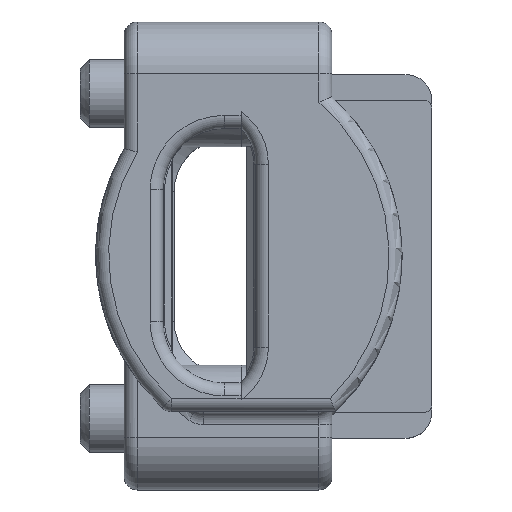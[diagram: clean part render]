
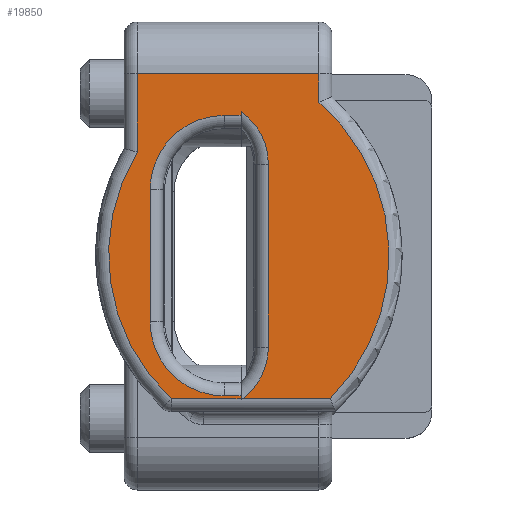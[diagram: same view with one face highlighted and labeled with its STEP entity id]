
A CAD part, top view. The second image highlights one B-rep face of the part: STEP entity #19850.
In plain terms, the highlighted face is planar.
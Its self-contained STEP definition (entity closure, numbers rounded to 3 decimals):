
#17530=CARTESIAN_POINT('',(19.724,-28.012,
-5.018));
#17540=VERTEX_POINT('',#17530);
#18320=CARTESIAN_POINT('',(21.702,-27.041,
-5.018));
#18330=VERTEX_POINT('',#18320);
#18360=CARTESIAN_POINT('',(21.702,-29.541,
-5.018));
#18370=DIRECTION('',(0.,0.,-1.));
#18380=DIRECTION('',(-1.,0.,0.));
#18390=AXIS2_PLACEMENT_3D('',#18360,#18370,#18380);
#18400=CIRCLE('',#18390,2.5);
#18410=EDGE_CURVE('',#17540,#18330,#18400,.T.);
#18460=CARTESIAN_POINT('',(25.276,-34.441,
-5.018));
#18470=DIRECTION('',(-0.,0.,1.));
#18480=DIRECTION('',(0.,-1.,0.));
#18490=AXIS2_PLACEMENT_3D('',#18460,#18470,#18480);
#18500=PLANE('',#18490);
#18510=CARTESIAN_POINT('',(19.724,0.,-5.018));
#18520=DIRECTION('',(0.,-1.,0.));
#18530=VECTOR('',#18520,1.);
#18540=LINE('',#18510,#18530);
#18550=CARTESIAN_POINT('',(19.724,-24.66,
-5.018));
#18560=VERTEX_POINT('',#18550);
#18570=EDGE_CURVE('',#18560,#17540,#18540,.T.);
#18580=ORIENTED_EDGE('',*,*,#18570,.F.);
#18590=ORIENTED_EDGE('',*,*,#18410,.F.);
#18600=CARTESIAN_POINT('',(0.,-27.041,-5.018));
#18610=DIRECTION('',(1.,0.,0.));
#18620=VECTOR('',#18610,1.);
#18630=LINE('',#18600,#18620);
#18640=CARTESIAN_POINT('',(28.747,-27.041,
-5.018));
#18650=VERTEX_POINT('',#18640);
#18660=EDGE_CURVE('',#18330,#18650,#18630,.T.);
#18670=ORIENTED_EDGE('',*,*,#18660,.F.);
#18680=CARTESIAN_POINT('',(28.747,-29.541,
-5.018));
#18690=DIRECTION('',(0.,0.,-1.));
#18700=DIRECTION('',(-1.,0.,0.));
#18710=AXIS2_PLACEMENT_3D('',#18680,#18690,#18700);
#18720=CIRCLE('',#18710,2.5);
#18730=CARTESIAN_POINT('',(30.783,-28.091,
-5.018));
#18740=VERTEX_POINT('',#18730);
#18750=EDGE_CURVE('',#18650,#18740,#18720,.T.);
#18760=ORIENTED_EDGE('',*,*,#18750,.F.);
#18770=CARTESIAN_POINT('',(0.,-28.091,-5.018));
#18780=DIRECTION('',(-1.,0.,0.));
#18790=VECTOR('',#18780,1.);
#18800=LINE('',#18770,#18790);
#18810=CARTESIAN_POINT('',(30.624,-28.091,
-5.018));
#18820=VERTEX_POINT('',#18810);
#18830=EDGE_CURVE('',#18740,#18820,#18800,.T.);
#18840=ORIENTED_EDGE('',*,*,#18830,.F.);
#18850=CARTESIAN_POINT('',(30.624,14.7,-5.018));
#18860=DIRECTION('',(0.,-1.,0.));
#18870=VECTOR('',#18860,1.);
#18880=LINE('',#18850,#18870);
#18890=CARTESIAN_POINT('',(30.624,-28.741,
-5.018));
#18900=VERTEX_POINT('',#18890);
#18910=EDGE_CURVE('',#18820,#18900,#18880,.T.);
#18920=ORIENTED_EDGE('',*,*,#18910,.F.);
#18930=CARTESIAN_POINT('',(27.774,-28.741,
-5.018));
#18940=DIRECTION('',(0.,0.,-1.));
#18950=DIRECTION('',(-1.,0.,0.));
#18960=AXIS2_PLACEMENT_3D('',#18930,#18940,#18950);
#18970=CIRCLE('',#18960,2.85);
#18980=CARTESIAN_POINT('',(27.774,-31.591,
-5.018));
#18990=VERTEX_POINT('',#18980);
#19000=EDGE_CURVE('',#18900,#18990,#18970,.T.);
#19010=ORIENTED_EDGE('',*,*,#19000,.F.);
#19020=CARTESIAN_POINT('',(0.,-31.591,-5.018));
#19030=DIRECTION('',(-1.,0.,0.));
#19040=VECTOR('',#19030,1.);
#19050=LINE('',#19020,#19040);
#19060=CARTESIAN_POINT('',(22.674,-31.591,
-5.018));
#19070=VERTEX_POINT('',#19060);
#19080=EDGE_CURVE('',#18990,#19070,#19050,.T.);
#19090=ORIENTED_EDGE('',*,*,#19080,.F.);
#19100=CARTESIAN_POINT('',(22.674,-28.741,
-5.018));
#19110=DIRECTION('',(0.,0.,-1.));
#19120=DIRECTION('',(-1.,0.,0.));
#19130=AXIS2_PLACEMENT_3D('',#19100,#19110,#19120);
#19140=CIRCLE('',#19130,2.85);
#19150=CARTESIAN_POINT('',(19.824,-28.741,
-5.018));
#19160=VERTEX_POINT('',#19150);
#19170=EDGE_CURVE('',#19070,#19160,#19140,.T.);
#19180=ORIENTED_EDGE('',*,*,#19170,.F.);
#19190=CARTESIAN_POINT('',(19.824,14.7,-5.018));
#19200=DIRECTION('',(0.,1.,0.));
#19210=VECTOR('',#19200,1.);
#19220=LINE('',#19190,#19210);
#19230=CARTESIAN_POINT('',(19.824,-28.091,
-5.018));
#19240=VERTEX_POINT('',#19230);
#19250=EDGE_CURVE('',#19160,#19240,#19220,.T.);
#19260=ORIENTED_EDGE('',*,*,#19250,.F.);
#19270=CARTESIAN_POINT('',(0.,-28.091,-5.018));
#19280=DIRECTION('',(-1.,0.,0.));
#19290=VECTOR('',#19280,1.);
#19300=LINE('',#19270,#19290);
#19310=CARTESIAN_POINT('',(19.724,-28.091,
-5.018));
#19320=VERTEX_POINT('',#19310);
#19330=EDGE_CURVE('',#19240,#19320,#19300,.T.);
#19340=ORIENTED_EDGE('',*,*,#19330,.F.);
#19350=CARTESIAN_POINT('',(19.724,14.7,-5.018));
#19360=DIRECTION('',(0.,1.,0.));
#19370=VECTOR('',#19360,1.);
#19380=LINE('',#19350,#19370);
#19390=CARTESIAN_POINT('',(19.724,-30.783,
-5.018));
#19400=VERTEX_POINT('',#19390);
#19410=EDGE_CURVE('',#19400,#19320,#19380,.T.);
#19420=ORIENTED_EDGE('',*,*,#19410,.T.);
#19430=CARTESIAN_POINT('',(25.274,-25.591,
-5.018));
#19440=DIRECTION('',(0.,0.,-1.));
#19450=DIRECTION('',(-1.,0.,0.));
#19460=AXIS2_PLACEMENT_3D('',#19430,#19440,#19450);
#19470=CIRCLE('',#19460,7.6);
#19480=CARTESIAN_POINT('',(29.213,-32.091,
-5.018));
#19490=VERTEX_POINT('',#19480);
#19500=EDGE_CURVE('',#19490,#19400,#19470,.T.);
#19510=ORIENTED_EDGE('',*,*,#19500,.T.);
#19520=CARTESIAN_POINT('',(0.,-32.091,-5.018));
#19530=DIRECTION('',(1.,0.,0.));
#19540=VECTOR('',#19530,1.);
#19550=LINE('',#19520,#19540);
#19560=CARTESIAN_POINT('',(32.224,-32.091,
-5.018));
#19570=VERTEX_POINT('',#19560);
#19580=EDGE_CURVE('',#19490,#19570,#19550,.T.);
#19590=ORIENTED_EDGE('',*,*,#19580,.F.);
#19600=CARTESIAN_POINT('',(32.224,0.,-5.018));
#19610=DIRECTION('',(0.,1.,0.));
#19620=VECTOR('',#19610,1.);
#19630=LINE('',#19600,#19620);
#19640=CARTESIAN_POINT('',(32.224,-25.091,
-5.018));
#19650=VERTEX_POINT('',#19640);
#19660=EDGE_CURVE('',#19570,#19650,#19630,.T.);
#19670=ORIENTED_EDGE('',*,*,#19660,.F.);
#19680=CARTESIAN_POINT('',(0.,-25.091,-5.018));
#19690=DIRECTION('',(1.,0.,0.));
#19700=VECTOR('',#19690,1.);
#19710=LINE('',#19680,#19700);
#19720=CARTESIAN_POINT('',(31.126,-25.091,
-5.018));
#19730=VERTEX_POINT('',#19720);
#19740=EDGE_CURVE('',#19730,#19650,#19710,.T.);
#19750=ORIENTED_EDGE('',*,*,#19740,.T.);
#19760=CARTESIAN_POINT('',(25.224,-30.191,
-5.018));
#19770=DIRECTION('',(0.,0.,1.));
#19780=DIRECTION('',(1.,0.,0.));
#19790=AXIS2_PLACEMENT_3D('',#19760,#19770,#19780);
#19800=CIRCLE('',#19790,7.8);
#19810=EDGE_CURVE('',#19730,#18560,#19800,.T.);
#19820=ORIENTED_EDGE('',*,*,#19810,.F.);
#19830=EDGE_LOOP('',(#19820,#19750,#19670,#19590,#19510,#19420,#19340,
#19260,#19180,#19090,#19010,#18920,#18840,#18760,#18670,#18590,#18580));
#19840=FACE_OUTER_BOUND('',#19830,.T.);
#19850=ADVANCED_FACE('',(#19840),#18500,.F.);
